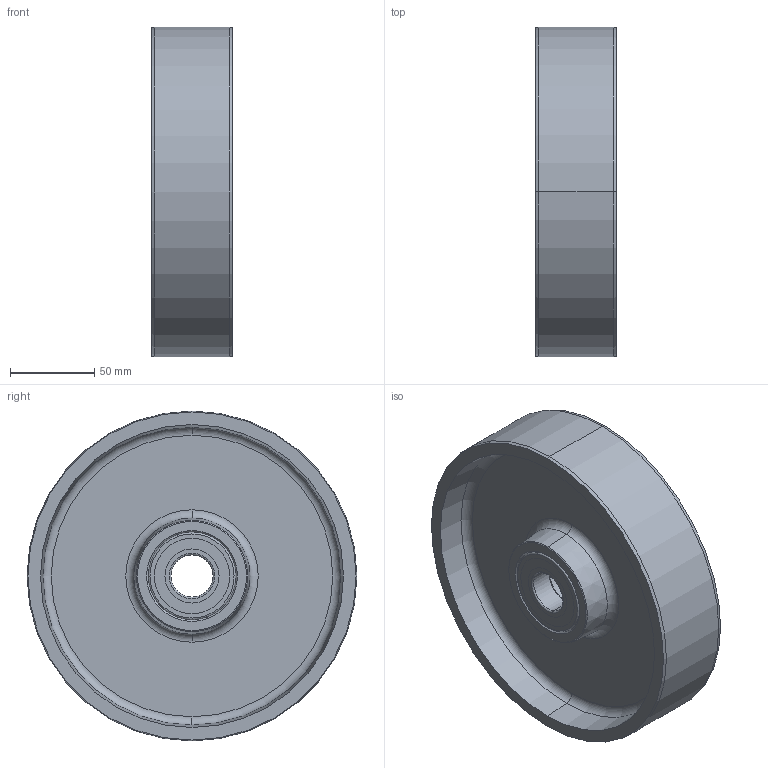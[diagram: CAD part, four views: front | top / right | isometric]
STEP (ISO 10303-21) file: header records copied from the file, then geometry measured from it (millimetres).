
FILE_DESCRIPTION (( 'STEP AP214' ), '1' );
FILE_NAME ('0010087K_GGK_200-48-48-K25.STEP', '2014-12-16T09:23:35', ( '' ), ( '' ), 'SwSTEP 2.0', 'SolidWorks 2014', '' );
FILE_SCHEMA (( 'AUTOMOTIVE_DESIGN' ));
Length unit declared in the file: millimetre
Products named in the file (1): 0010087K_GGK_200-48-48-K25
Bounding box: 48 x 196 x 196 mm (x, y, z)
Surface area: 120487.5 mm2 (no closed solid volume)
Topology: 0 solids, 8 shells, 70 faces, 156 edges, 98 vertices
Faces by surface type: cone 20, torus 20, cylinder 18, plane 12
Entity records: 2766 total; most frequent: DIRECTION 416, CARTESIAN_POINT 325, ORIENTED_EDGE 280, AXIS2_PLACEMENT_3D 189, EDGE_CURVE 156, CIRCLE 118, VERTEX_POINT 98, EDGE_LOOP 82
